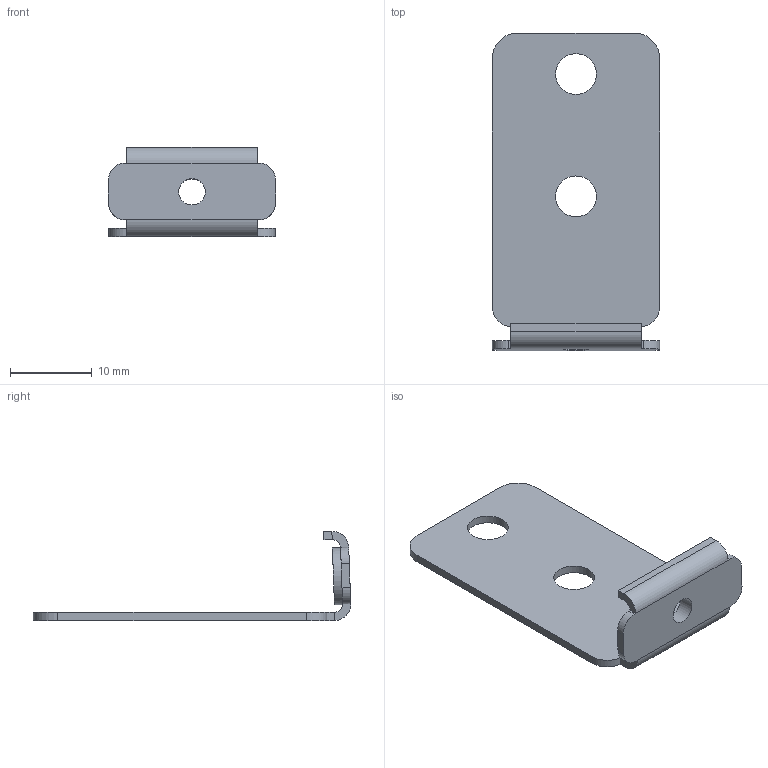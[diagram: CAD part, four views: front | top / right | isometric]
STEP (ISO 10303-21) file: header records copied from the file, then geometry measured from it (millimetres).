
FILE_DESCRIPTION(/* description */ ('Lasche'),/* implementation_level */ '2;1');
FILE_NAME(/* name */ '100002722.stp',/* time_stamp */ '2024-01-18T08:42:39+01:00',/* author */ ('selema'),/* organization */ (''),/* preprocessor_version */ 'ST-DEVELOPER v20',/* originating_system */ 'Autodesk Inventor 2024',/* authorisation */ '');
FILE_SCHEMA (('AUTOMOTIVE_DESIGN { 1 0 10303 214 3 1 1 }'));
Length unit declared in the file: millimetre
Products named in the file (1): KD-114927
Bounding box: 20.5 x 38.93 x 10.92 mm (x, y, z)
Volume: 959.9 mm3; surface area: 2074.3 mm2
Topology: 1 solids, 1 shells, 42 faces, 103 edges, 63 vertices
Faces by surface type: plane 26, cylinder 16
Full cylindrical faces by diameter (mm): 3.242 x1, 5 x2, 7 x1
Entity records: 1283 total; most frequent: DIRECTION 222, CARTESIAN_POINT 214, ORIENTED_EDGE 206, EDGE_CURVE 103, AXIS2_PLACEMENT_3D 77, LINE 68, VECTOR 68, VERTEX_POINT 63
